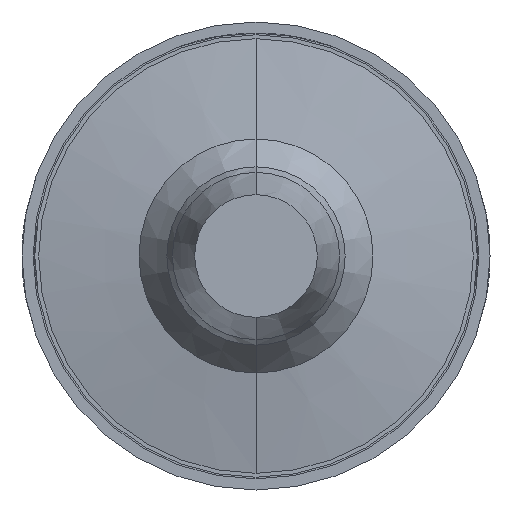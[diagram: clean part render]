
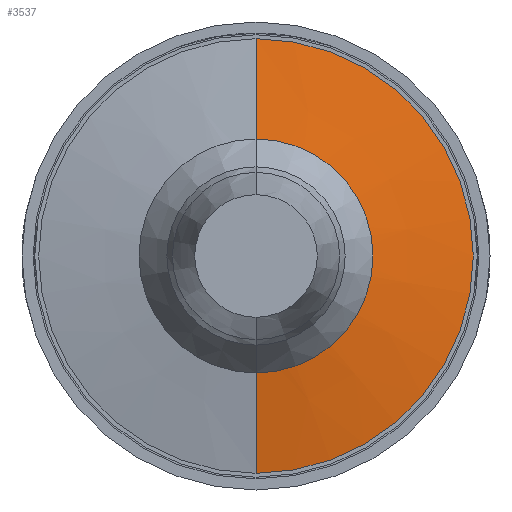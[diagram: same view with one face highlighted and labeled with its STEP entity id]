
A CAD part, front view. The second image highlights one B-rep face of the part: STEP entity #3537.
In plain terms, the highlighted conical face has half-angle 80.134 degrees and reference radius 0.8 mm.
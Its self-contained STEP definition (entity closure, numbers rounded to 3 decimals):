
#52 = CARTESIAN_POINT ( 'NONE',  ( 0., -29.9, -0.8 ) ) ;
#91 = DIRECTION ( 'NONE',  ( 0., 0.171, 0.985 ) ) ;
#449 = EDGE_CURVE ( 'Defeature ausgef�hrt1_33+Defeature ausgef�hrt1_34+Defeature ausgef�hrt1_34+Defeature ausgef�hrt1_34', #4162, #2067, #2945, .T. ) ;
#546 = AXIS2_PLACEMENT_3D ( 'NONE', #1534, #605, #5259 ) ;
#605 = DIRECTION ( 'NONE',  ( 0., -1., 0. ) ) ;
#691 = DIRECTION ( 'NONE',  ( 0., 0., -1. ) ) ;
#719 = CARTESIAN_POINT ( 'NONE',  ( 0., -29.9, -0.8 ) ) ;
#820 = AXIS2_PLACEMENT_3D ( 'NONE', #5305, #4876, #691 ) ;
#1065 = ORIENTED_EDGE ( 'NONE', *, *, #449, .T. ) ;
#1118 = CARTESIAN_POINT ( 'NONE',  ( 0., -29.9, 0. ) ) ;
#1345 = CARTESIAN_POINT ( 'NONE',  ( 0., -29.9, 0.8 ) ) ;
#1534 = CARTESIAN_POINT ( 'NONE',  ( 0., -29.7, 0. ) ) ;
#1914 = DIRECTION ( 'NONE',  ( 0., 1., 0. ) ) ;
#2067 = VERTEX_POINT ( 'NONE', #2135 ) ;
#2087 = VECTOR ( 'NONE', #91, 1000. ) ;
#2135 = CARTESIAN_POINT ( 'NONE',  ( 0., -29.7, 1.95 ) ) ;
#2418 = CARTESIAN_POINT ( 'NONE',  ( 0., -29.9, 0.8 ) ) ;
#2584 = EDGE_CURVE ( 'NONE', #4623, #4162, #3908, .T. ) ;
#2639 = EDGE_CURVE ( 'NONE', #3195, #2067, #3117, .T. ) ;
#2945 = CIRCLE ( 'NONE', #546, 1.95 ) ;
#2951 = ORIENTED_EDGE ( 'NONE', *, *, #2639, .F. ) ;
#3064 = EDGE_CURVE ( 'Defeature ausgef�hrt1_32+Defeature ausgef�hrt1_33+Defeature ausgef�hrt1_33+Defeature ausgef�hrt1_33', #4623, #3195, #3688, .T. ) ;
#3117 = LINE ( 'NONE', #1345, #2087 ) ;
#3195 = VERTEX_POINT ( 'NONE', #2418 ) ;
#3537 = ADVANCED_FACE ( 'Defeature ausgef�hrt1_33', ( #4159 ), #4424, .T. ) ;
#3673 = EDGE_LOOP ( 'NONE', ( #4958, #3848, #1065, #2951 ) ) ;
#3688 = CIRCLE ( 'NONE', #820, 0.8 ) ;
#3848 = ORIENTED_EDGE ( 'NONE', *, *, #2584, .T. ) ;
#3908 = LINE ( 'NONE', #52, #5105 ) ;
#4044 = CARTESIAN_POINT ( 'NONE',  ( 0., -29.7, -1.95 ) ) ;
#4159 = FACE_OUTER_BOUND ( 'NONE', #3673, .T. ) ;
#4162 = VERTEX_POINT ( 'NONE', #4044 ) ;
#4176 = DIRECTION ( 'NONE',  ( 0., 0.171, -0.985 ) ) ;
#4424 = CONICAL_SURFACE ( 'NONE', #4986, 0.8, 1.399 ) ;
#4623 = VERTEX_POINT ( 'NONE', #719 ) ;
#4847 = DIRECTION ( 'NONE',  ( 0., 0., 1. ) ) ;
#4876 = DIRECTION ( 'NONE',  ( 0., -1., 0. ) ) ;
#4958 = ORIENTED_EDGE ( 'NONE', *, *, #3064, .F. ) ;
#4986 = AXIS2_PLACEMENT_3D ( 'NONE', #1118, #1914, #4847 ) ;
#5105 = VECTOR ( 'NONE', #4176, 1000. ) ;
#5259 = DIRECTION ( 'NONE',  ( 0., 0., -1. ) ) ;
#5305 = CARTESIAN_POINT ( 'NONE',  ( 0., -29.9, 0. ) ) ;
